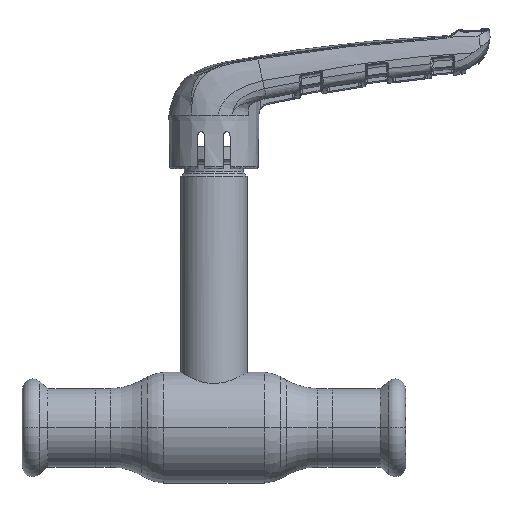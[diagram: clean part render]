
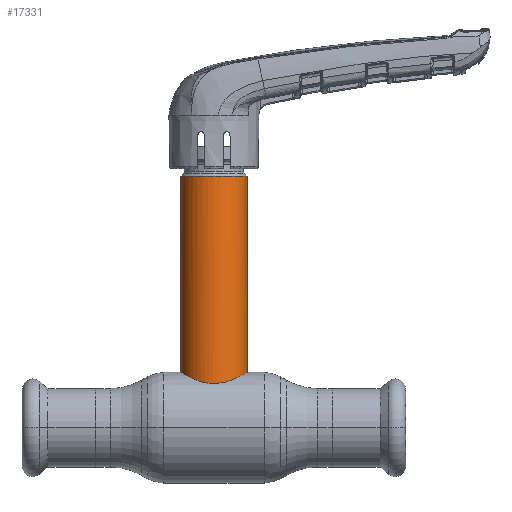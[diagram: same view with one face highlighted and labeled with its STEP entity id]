
A CAD part, top view. The second image highlights one B-rep face of the part: STEP entity #17331.
In plain terms, the highlighted cylindrical face has radius 9 mm (diameter 18 mm), a partial arc.
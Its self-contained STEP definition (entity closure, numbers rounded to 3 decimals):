
#769 = CARTESIAN_POINT ( 'NONE',  ( -2.963, 12.35, 8.518 ) ) ;
#963 = CARTESIAN_POINT ( 'NONE',  ( 1.205, 12.046, 8.939 ) ) ;
#1360 = CARTESIAN_POINT ( 'NONE',  ( 8.923, 14.954, 1.21 ) ) ;
#1555 = CARTESIAN_POINT ( 'NONE',  ( 2.947, 12.353, 8.509 ) ) ;
#2960 = ORIENTED_EDGE ( 'NONE', *, *, #6399, .T. ) ;
#3557 = CIRCLE ( 'NONE', #56480, 9. ) ;
#5547 = CARTESIAN_POINT ( 'NONE',  ( 7.781, 14.299, 4.56 ) ) ;
#5744 = CARTESIAN_POINT ( 'NONE',  ( 6.56, 13.675, 6.169 ) ) ;
#5940 = CARTESIAN_POINT ( 'NONE',  ( 5.948, 13.389, 6.778 ) ) ;
#6138 = CARTESIAN_POINT ( 'NONE',  ( 8.984, 14.991, 0.611 ) ) ;
#6236 = CARTESIAN_POINT ( 'NONE',  ( 9., 68.119, 0. ) ) ;
#6342 = CARTESIAN_POINT ( 'NONE',  ( -6.758, 13.768, 5.971 ) ) ;
#6399 = EDGE_CURVE ( 'NONE', #44116, #12250, #22245, .T. ) ;
#7963 = CARTESIAN_POINT ( 'NONE',  ( 0., 0., 0. ) ) ;
#8406 = LINE ( 'NONE', #52179, #28674 ) ;
#8732 = ORIENTED_EDGE ( 'NONE', *, *, #56560, .T. ) ;
#9321 = CARTESIAN_POINT ( 'NONE',  ( 9., 15., 0. ) ) ;
#9416 = DIRECTION ( 'NONE',  ( -1., 0., 0. ) ) ;
#10344 = CARTESIAN_POINT ( 'NONE',  ( -5.937, 13.387, 6.77 ) ) ;
#10545 = CARTESIAN_POINT ( 'NONE',  ( 8.878, 14.927, 1.506 ) ) ;
#10748 = CARTESIAN_POINT ( 'NONE',  ( 8.059, 14.454, 4.05 ) ) ;
#11154 = CARTESIAN_POINT ( 'NONE',  ( -6.15, 13.483, 6.577 ) ) ;
#12250 = VERTEX_POINT ( 'NONE', #9321 ) ;
#12854 = EDGE_LOOP ( 'NONE', ( #61699, #8732, #18419, #2960 ) ) ;
#15124 = CARTESIAN_POINT ( 'NONE',  ( 8.759, 14.857, 2.09 ) ) ;
#15520 = CARTESIAN_POINT ( 'NONE',  ( 2.086, 12.176, 8.76 ) ) ;
#15938 = CARTESIAN_POINT ( 'NONE',  ( 7.124, 13.954, 5.508 ) ) ;
#16448 = VERTEX_POINT ( 'NONE', #6236 ) ;
#17331 = ADVANCED_FACE ( 'NONE', ( #19526 ), #24725, .T. ) ;
#18419 = ORIENTED_EDGE ( 'NONE', *, *, #43546, .T. ) ;
#18851 = CARTESIAN_POINT ( 'NONE',  ( -9., 15., 0. ) ) ;
#18958 = CARTESIAN_POINT ( 'NONE',  ( 9., 0., 0. ) ) ;
#19526 = FACE_OUTER_BOUND ( 'NONE', #12854, .T. ) ;
#19731 = CARTESIAN_POINT ( 'NONE',  ( 8.406, 14.651, 3.229 ) ) ;
#19927 = CARTESIAN_POINT ( 'NONE',  ( -8.06, 14.454, 4.048 ) ) ;
#20316 = CARTESIAN_POINT ( 'NONE',  ( 8.685, 14.813, 2.378 ) ) ;
#22245 = B_SPLINE_CURVE_WITH_KNOTS ( 'NONE', 3,
 ( #39926, #58242, #29596, #48738, #39096, #19927, #54196, #59026, #6342, #11154, #10344, #35052, #58425, #30193, #44736, #769, #34639, #48934, #43927, #58619, #29397, #24733, #963, #15520, #53996, #1555, #34438, #25133, #44331, #39504, #53794, #24930, #5940, #5744, #49141, #15938, #39296, #5547, #10748, #19731, #53392, #20316, #15124, #10545, #1360, #6138, #58821, #29994 ),
 .UNSPECIFIED., .F., .F.,
 ( 4, 2, 2, 2, 2, 2, 2, 2, 2, 2, 2, 2, 2, 2, 2, 2, 2, 2, 2, 2, 2, 2, 2, 4 ),
 ( 0., 0.002, 0.004, 0.005, 0.007, 0.008, 0.009, 0.011, 0.013, 0.014, 0.014, 0.016, 0.017, 0.018, 0.019, 0.02, 0.022, 0.023, 0.023, 0.025, 0.026, 0.027, 0.028, 0.029 ),
 .UNSPECIFIED. ) ;
#23124 = DIRECTION ( 'NONE',  ( 0., -1., 0. ) ) ;
#24105 = EDGE_CURVE ( 'NONE', #16448, #12250, #59985, .T. ) ;
#24725 = CYLINDRICAL_SURFACE ( 'NONE', #40513, 9. ) ;
#24733 = CARTESIAN_POINT ( 'NONE',  ( 0.606, 12., 9. ) ) ;
#24930 = CARTESIAN_POINT ( 'NONE',  ( 5.507, 13.196, 7.142 ) ) ;
#25133 = CARTESIAN_POINT ( 'NONE',  ( 3.763, 12.574, 8.181 ) ) ;
#26525 = DIRECTION ( 'NONE',  ( -1., 0., 0. ) ) ;
#27392 = CARTESIAN_POINT ( 'NONE',  ( 0., 68.119, 0. ) ) ;
#27652 = VECTOR ( 'NONE', #38096, 1000. ) ;
#28674 = VECTOR ( 'NONE', #23124, 1000. ) ;
#29144 = CARTESIAN_POINT ( 'NONE',  ( -9., 68.119, 0. ) ) ;
#29397 = CARTESIAN_POINT ( 'NONE',  ( -0.308, 12., 9. ) ) ;
#29596 = CARTESIAN_POINT ( 'NONE',  ( -8.938, 14.963, 1.209 ) ) ;
#29994 = CARTESIAN_POINT ( 'NONE',  ( 9., 15., 0. ) ) ;
#30193 = CARTESIAN_POINT ( 'NONE',  ( -4.543, 12.824, 7.791 ) ) ;
#34438 = CARTESIAN_POINT ( 'NONE',  ( 3.223, 12.423, 8.408 ) ) ;
#34639 = CARTESIAN_POINT ( 'NONE',  ( -2.387, 12.221, 8.698 ) ) ;
#35052 = CARTESIAN_POINT ( 'NONE',  ( -5.492, 13.196, 7.136 ) ) ;
#38096 = DIRECTION ( 'NONE',  ( 0., -1., 0. ) ) ;
#39096 = CARTESIAN_POINT ( 'NONE',  ( -8.519, 14.715, 2.961 ) ) ;
#39296 = CARTESIAN_POINT ( 'NONE',  ( 7.296, 14.043, 5.277 ) ) ;
#39504 = CARTESIAN_POINT ( 'NONE',  ( 4.539, 12.827, 7.777 ) ) ;
#39926 = CARTESIAN_POINT ( 'NONE',  ( -9., 15., 0. ) ) ;
#40513 = AXIS2_PLACEMENT_3D ( 'NONE', #7963, #56020, #9416 ) ;
#43546 = EDGE_CURVE ( 'NONE', #46169, #44116, #8406, .T. ) ;
#43927 = CARTESIAN_POINT ( 'NONE',  ( -1.213, 12.057, 8.923 ) ) ;
#44116 = VERTEX_POINT ( 'NONE', #18851 ) ;
#44331 = CARTESIAN_POINT ( 'NONE',  ( 4.026, 12.655, 8.055 ) ) ;
#44736 = CARTESIAN_POINT ( 'NONE',  ( -4.037, 12.65, 8.065 ) ) ;
#46169 = VERTEX_POINT ( 'NONE', #29144 ) ;
#48738 = CARTESIAN_POINT ( 'NONE',  ( -8.7, 14.821, 2.382 ) ) ;
#48934 = CARTESIAN_POINT ( 'NONE',  ( -1.509, 12.091, 8.878 ) ) ;
#49141 = CARTESIAN_POINT ( 'NONE',  ( 6.756, 13.77, 5.953 ) ) ;
#52179 = CARTESIAN_POINT ( 'NONE',  ( -9., 0., 0. ) ) ;
#53392 = CARTESIAN_POINT ( 'NONE',  ( 8.509, 14.711, 2.947 ) ) ;
#53794 = CARTESIAN_POINT ( 'NONE',  ( 4.789, 12.918, 7.626 ) ) ;
#53996 = CARTESIAN_POINT ( 'NONE',  ( 2.378, 12.23, 8.685 ) ) ;
#54196 = CARTESIAN_POINT ( 'NONE',  ( -7.781, 14.299, 4.56 ) ) ;
#56020 = DIRECTION ( 'NONE',  ( 0., -1., 0. ) ) ;
#56480 = AXIS2_PLACEMENT_3D ( 'NONE', #27392, #60842, #26525 ) ;
#56560 = EDGE_CURVE ( 'NONE', #16448, #46169, #3557, .T. ) ;
#58242 = CARTESIAN_POINT ( 'NONE',  ( -9., 15., 0.611 ) ) ;
#58425 = CARTESIAN_POINT ( 'NONE',  ( -5.259, 13.1, 7.309 ) ) ;
#58619 = CARTESIAN_POINT ( 'NONE',  ( -0.613, 12.012, 8.984 ) ) ;
#58821 = CARTESIAN_POINT ( 'NONE',  ( 9., 15., 0.305 ) ) ;
#59026 = CARTESIAN_POINT ( 'NONE',  ( -7.126, 13.954, 5.528 ) ) ;
#59985 = LINE ( 'NONE', #18958, #27652 ) ;
#60842 = DIRECTION ( 'NONE',  ( 0., -1., 0. ) ) ;
#61699 = ORIENTED_EDGE ( 'NONE', *, *, #24105, .F. ) ;
